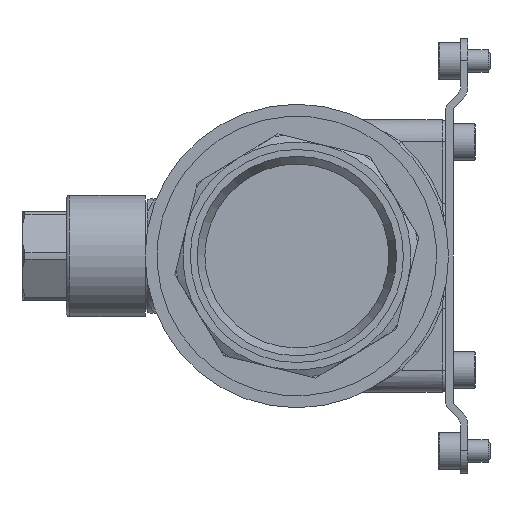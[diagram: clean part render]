
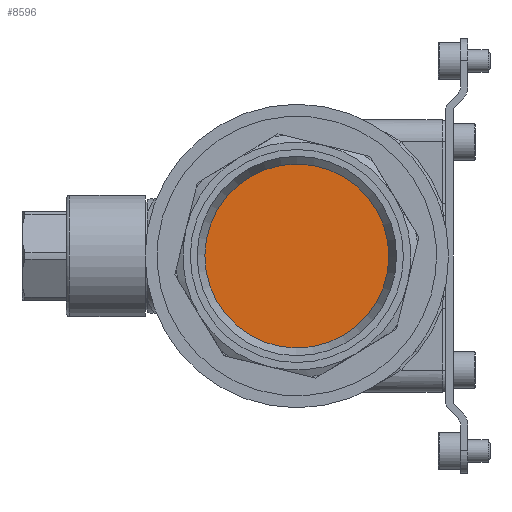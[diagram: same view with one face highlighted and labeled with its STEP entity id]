
A CAD part, left-side view. The second image highlights one B-rep face of the part: STEP entity #8596.
In plain terms, the highlighted planar face has unit normal (-1, 0, 0).
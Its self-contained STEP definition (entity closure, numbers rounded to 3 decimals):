
#1992=FACE_OUTER_BOUND('',#2509,.T.);
#2509=EDGE_LOOP('',(#6085,#6086));
#3070=CIRCLE('',#9233,25.);
#3071=CIRCLE('',#9234,25.);
#3534=VERTEX_POINT('',#12444);
#3535=VERTEX_POINT('',#12445);
#4514=EDGE_CURVE('',#3534,#3535,#3070,.T.);
#4515=EDGE_CURVE('',#3535,#3534,#3071,.T.);
#6085=ORIENTED_EDGE('',*,*,#4514,.T.);
#6086=ORIENTED_EDGE('',*,*,#4515,.T.);
#8363=PLANE('',#9232);
#8596=ADVANCED_FACE('',(#1992),#8363,.T.);
#9232=AXIS2_PLACEMENT_3D('',#12443,#10289,#10290);
#9233=AXIS2_PLACEMENT_3D('',#12446,#10291,#10292);
#9234=AXIS2_PLACEMENT_3D('',#12447,#10293,#10294);
#10289=DIRECTION('center_axis',(-1.,0.,0.));
#10290=DIRECTION('ref_axis',(0.,0.591,-0.807));
#10291=DIRECTION('center_axis',(-1.,0.,0.));
#10292=DIRECTION('ref_axis',(0.,0.006,-1.));
#10293=DIRECTION('center_axis',(-1.,0.,0.));
#10294=DIRECTION('ref_axis',(0.,0.006,-1.));
#12443=CARTESIAN_POINT('Origin',(-46.1,0.,0.));
#12444=CARTESIAN_POINT('',(-46.1,0.155,-25.));
#12445=CARTESIAN_POINT('',(-46.1,-0.155,25.));
#12446=CARTESIAN_POINT('Origin',(-46.1,0.,0.));
#12447=CARTESIAN_POINT('Origin',(-46.1,0.,0.));
